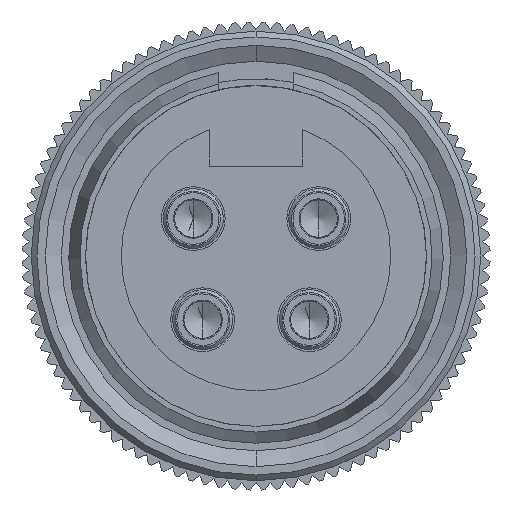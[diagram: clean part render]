
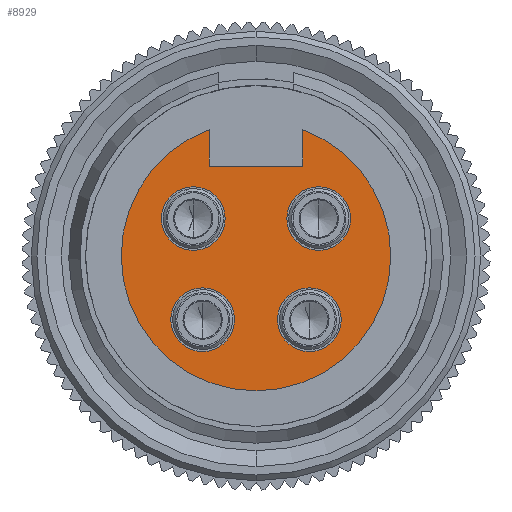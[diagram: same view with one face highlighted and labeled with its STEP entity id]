
A CAD part, front view. The second image highlights one B-rep face of the part: STEP entity #8929.
In plain terms, the highlighted planar face has unit normal (0, -1, 0).
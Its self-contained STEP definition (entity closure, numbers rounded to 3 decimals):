
#263=CARTESIAN_POINT('',(2.85,-6.5,-3.4));
#264=DIRECTION('',(0.,-1.,0.));
#265=DIRECTION('',(0.,0.,1.));
#266=AXIS2_PLACEMENT_3D('',#263,#264,#265);
#268=CARTESIAN_POINT('',(2.85,-6.5,-3.4));
#269=DIRECTION('',(0.,-1.,0.));
#270=DIRECTION('',(0.,0.,-1.));
#271=AXIS2_PLACEMENT_3D('',#268,#269,#270);
#273=CARTESIAN_POINT('',(3.35,-6.5,2.));
#274=DIRECTION('',(0.,-1.,0.));
#275=DIRECTION('',(0.,0.,1.));
#276=AXIS2_PLACEMENT_3D('',#273,#274,#275);
#278=CARTESIAN_POINT('',(3.35,-6.5,2.));
#279=DIRECTION('',(0.,-1.,0.));
#280=DIRECTION('',(0.,0.,-1.));
#281=AXIS2_PLACEMENT_3D('',#278,#279,#280);
#283=CARTESIAN_POINT('',(-2.85,-6.5,-3.4));
#284=DIRECTION('',(0.,-1.,0.));
#285=DIRECTION('',(0.,0.,1.));
#286=AXIS2_PLACEMENT_3D('',#283,#284,#285);
#288=CARTESIAN_POINT('',(-2.85,-6.5,-3.4));
#289=DIRECTION('',(0.,-1.,0.));
#290=DIRECTION('',(0.,0.,-1.));
#291=AXIS2_PLACEMENT_3D('',#288,#289,#290);
#293=CARTESIAN_POINT('',(-3.35,-6.5,2.));
#294=DIRECTION('',(0.,-1.,0.));
#295=DIRECTION('',(0.,0.,1.));
#296=AXIS2_PLACEMENT_3D('',#293,#294,#295);
#298=CARTESIAN_POINT('',(-3.35,-6.5,2.));
#299=DIRECTION('',(0.,-1.,0.));
#300=DIRECTION('',(0.,0.,-1.));
#301=AXIS2_PLACEMENT_3D('',#298,#299,#300);
#307=DIRECTION('',(-1.,0.,0.));
#308=VECTOR('',#307,5.);
#309=CARTESIAN_POINT('',(2.5,-6.5,4.8));
#310=LINE('',#309,#308);
#319=DIRECTION('',(0.,0.,1.));
#320=VECTOR('',#319,1.952);
#321=CARTESIAN_POINT('',(-2.5,-6.5,4.8));
#322=LINE('',#321,#320);
#323=CARTESIAN_POINT('',(0.,-6.5,0.));
#324=DIRECTION('',(0.,-1.,0.));
#325=DIRECTION('',(-0.347,0.,0.938));
#326=AXIS2_PLACEMENT_3D('',#323,#324,#325);
#349=DIRECTION('',(0.,0.,-1.));
#350=VECTOR('',#349,1.952);
#351=CARTESIAN_POINT('',(2.5,-6.5,6.752));
#352=LINE('',#351,#350);
#8385=CARTESIAN_POINT('',(2.5,-6.5,4.8));
#8386=CARTESIAN_POINT('',(-2.5,-6.5,4.8));
#8387=VERTEX_POINT('',#8385);
#8388=VERTEX_POINT('',#8386);
#8389=CARTESIAN_POINT('',(2.5,-6.5,6.752));
#8390=VERTEX_POINT('',#8389);
#8391=CARTESIAN_POINT('',(-2.5,-6.5,6.752));
#8392=VERTEX_POINT('',#8391);
#8393=CARTESIAN_POINT('',(2.85,-6.5,-1.7));
#8394=CARTESIAN_POINT('',(2.85,-6.5,-5.1));
#8395=VERTEX_POINT('',#8393);
#8396=VERTEX_POINT('',#8394);
#8397=CARTESIAN_POINT('',(3.35,-6.5,3.7));
#8398=CARTESIAN_POINT('',(3.35,-6.5,0.3));
#8399=VERTEX_POINT('',#8397);
#8400=VERTEX_POINT('',#8398);
#8401=CARTESIAN_POINT('',(-2.85,-6.5,-1.7));
#8402=CARTESIAN_POINT('',(-2.85,-6.5,-5.1));
#8403=VERTEX_POINT('',#8401);
#8404=VERTEX_POINT('',#8402);
#8405=CARTESIAN_POINT('',(-3.35,-6.5,3.7));
#8406=CARTESIAN_POINT('',(-3.35,-6.5,0.3));
#8407=VERTEX_POINT('',#8405);
#8408=VERTEX_POINT('',#8406);
#8892=CARTESIAN_POINT('',(0.,-6.5,
-0.224));
#8893=DIRECTION('',(0.,1.,0.));
#8894=DIRECTION('',(0.,0.,-1.));
#8895=AXIS2_PLACEMENT_3D('',#8892,#8893,#8894);
#8896=PLANE('',#8895);
#8898=ORIENTED_EDGE('',*,*,#8897,.F.);
#8900=ORIENTED_EDGE('',*,*,#8899,.F.);
#8902=ORIENTED_EDGE('',*,*,#8901,.F.);
#8904=ORIENTED_EDGE('',*,*,#8903,.F.);
#8905=EDGE_LOOP('',(#8898,#8900,#8902,#8904));
#8906=FACE_OUTER_BOUND('',#8905,.F.);
#8907=ORIENTED_EDGE('',*,*,#8872,.T.);
#8908=ORIENTED_EDGE('',*,*,#8886,.T.);
#8909=EDGE_LOOP('',(#8907,#8908));
#8910=FACE_BOUND('',#8909,.F.);
#8912=ORIENTED_EDGE('',*,*,#8911,.T.);
#8914=ORIENTED_EDGE('',*,*,#8913,.T.);
#8915=EDGE_LOOP('',(#8912,#8914));
#8916=FACE_BOUND('',#8915,.F.);
#8918=ORIENTED_EDGE('',*,*,#8917,.T.);
#8920=ORIENTED_EDGE('',*,*,#8919,.T.);
#8921=EDGE_LOOP('',(#8918,#8920));
#8922=FACE_BOUND('',#8921,.F.);
#8924=ORIENTED_EDGE('',*,*,#8923,.T.);
#8926=ORIENTED_EDGE('',*,*,#8925,.T.);
#8927=EDGE_LOOP('',(#8924,#8926));
#8928=FACE_BOUND('',#8927,.F.);
#8929=ADVANCED_FACE('',(#8906,#8910,#8916,#8922,#8928),#8896,.F.);
#267=CIRCLE('',#266,1.7);
#272=CIRCLE('',#271,1.7);
#277=CIRCLE('',#276,1.7);
#282=CIRCLE('',#281,1.7);
#287=CIRCLE('',#286,1.7);
#292=CIRCLE('',#291,1.7);
#297=CIRCLE('',#296,1.7);
#302=CIRCLE('',#301,1.7);
#327=CIRCLE('',#326,7.2);
#8872=EDGE_CURVE('',#8395,#8396,#267,.T.);
#8886=EDGE_CURVE('',#8396,#8395,#272,.T.);
#8897=EDGE_CURVE('',#8387,#8388,#310,.T.);
#8899=EDGE_CURVE('',#8390,#8387,#352,.T.);
#8901=EDGE_CURVE('',#8392,#8390,#327,.T.);
#8903=EDGE_CURVE('',#8388,#8392,#322,.T.);
#8911=EDGE_CURVE('',#8399,#8400,#277,.T.);
#8913=EDGE_CURVE('',#8400,#8399,#282,.T.);
#8917=EDGE_CURVE('',#8403,#8404,#287,.T.);
#8919=EDGE_CURVE('',#8404,#8403,#292,.T.);
#8923=EDGE_CURVE('',#8407,#8408,#297,.T.);
#8925=EDGE_CURVE('',#8408,#8407,#302,.T.);
